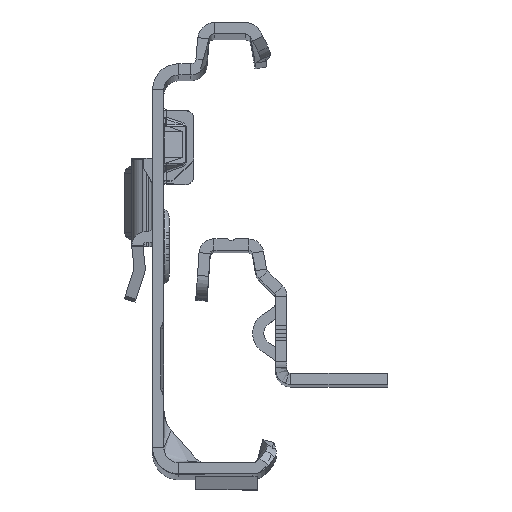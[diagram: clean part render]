
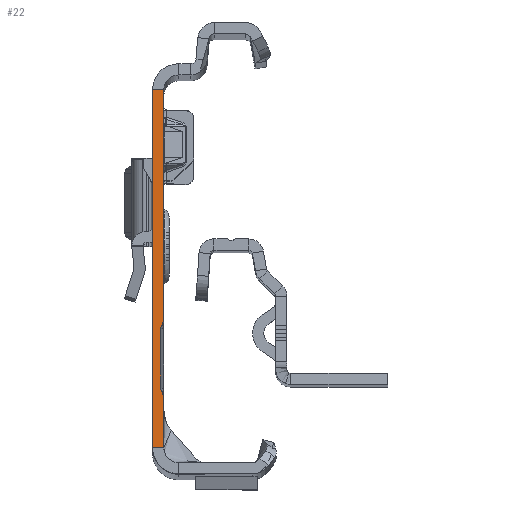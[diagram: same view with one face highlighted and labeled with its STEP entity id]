
A CAD part, top view. The second image highlights one B-rep face of the part: STEP entity #22.
In plain terms, the highlighted planar face has unit normal (0, 0, 1).
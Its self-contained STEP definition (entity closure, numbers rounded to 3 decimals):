
#22 = ADVANCED_FACE ( 'NONE', ( #12679 ), #6202, .T. ) ;
#64 = AXIS2_PLACEMENT_3D ( 'NONE', #24636, #5807, #22307 ) ;
#598 = LINE ( 'NONE', #884, #12201 ) ;
#884 = CARTESIAN_POINT ( 'NONE',  ( -1.5, 24.135, 0. ) ) ;
#1434 = VERTEX_POINT ( 'NONE', #18177 ) ;
#1557 = CIRCLE ( 'NONE', #22632, 1. ) ;
#1638 = CARTESIAN_POINT ( 'NONE',  ( -0.4, -9.865, 0. ) ) ;
#2215 = DIRECTION ( 'NONE',  ( 0., -1., 0. ) ) ;
#2278 = CARTESIAN_POINT ( 'NONE',  ( -0.234, -18.442, 0. ) ) ;
#3359 = CARTESIAN_POINT ( 'NONE',  ( 0., 22.135, 0. ) ) ;
#3440 = VERTEX_POINT ( 'NONE', #7409 ) ;
#3871 = ORIENTED_EDGE ( 'NONE', *, *, #20228, .T. ) ;
#4404 = ORIENTED_EDGE ( 'NONE', *, *, #13783, .F. ) ;
#4973 = VERTEX_POINT ( 'NONE', #11106 ) ;
#5158 = EDGE_CURVE ( 'NONE', #21645, #21208, #16822, .T. ) ;
#5175 = DIRECTION ( 'NONE',  ( -0.423, -0.906, 0. ) ) ;
#5598 = VERTEX_POINT ( 'NONE', #6623 ) ;
#5807 = DIRECTION ( 'NONE',  ( 0., 0., -1. ) ) ;
#6202 = PLANE ( 'NONE',  #6624 ) ;
#6248 = DIRECTION ( 'NONE',  ( 0., 0., -1. ) ) ;
#6623 = CARTESIAN_POINT ( 'NONE',  ( 0., -25.865, 0. ) ) ;
#6624 = AXIS2_PLACEMENT_3D ( 'NONE', #10619, #21049, #2215 ) ;
#6829 = DIRECTION ( 'NONE',  ( 0.423, -0.906, 0. ) ) ;
#7067 = DIRECTION ( 'NONE',  ( 0., -1., 0. ) ) ;
#7409 = CARTESIAN_POINT ( 'NONE',  ( -0.306, -9.443, 0. ) ) ;
#7515 = CARTESIAN_POINT ( 'NONE',  ( 0., -19.499, 0. ) ) ;
#7806 = LINE ( 'NONE', #18523, #25448 ) ;
#7839 = DIRECTION ( 'NONE',  ( 0., -1., 0. ) ) ;
#7919 = EDGE_CURVE ( 'NONE', #15320, #25359, #1557, .T. ) ;
#8152 = ORIENTED_EDGE ( 'NONE', *, *, #15527, .F. ) ;
#8437 = AXIS2_PLACEMENT_3D ( 'NONE', #23905, #9350, #26085 ) ;
#8610 = CARTESIAN_POINT ( 'NONE',  ( -0.234, -9.288, 0. ) ) ;
#8839 = VECTOR ( 'NONE', #16403, 1000. ) ;
#9350 = DIRECTION ( 'NONE',  ( 0., 0., 1. ) ) ;
#9765 = CIRCLE ( 'NONE', #8437, 1. ) ;
#10047 = ORIENTED_EDGE ( 'NONE', *, *, #10405, .F. ) ;
#10240 = AXIS2_PLACEMENT_3D ( 'NONE', #22880, #6248, #10396 ) ;
#10396 = DIRECTION ( 'NONE',  ( -1., 0., 0. ) ) ;
#10405 = EDGE_CURVE ( 'NONE', #12877, #15320, #16785, .T. ) ;
#10619 = CARTESIAN_POINT ( 'NONE',  ( -1.5, 24.135, 0. ) ) ;
#10709 = EDGE_CURVE ( 'NONE', #5598, #23248, #7806, .T. ) ;
#11106 = CARTESIAN_POINT ( 'NONE',  ( -0.234, -18.442, 0. ) ) ;
#11151 = VECTOR ( 'NONE', #6829, 1000. ) ;
#12201 = VECTOR ( 'NONE', #7067, 1000. ) ;
#12625 = DIRECTION ( 'NONE',  ( 1., 0., 0. ) ) ;
#12679 = FACE_OUTER_BOUND ( 'NONE', #12742, .T. ) ;
#12742 = EDGE_LOOP ( 'NONE', ( #26546, #25652, #24795, #3871, #18706, #21267, #8152, #4404, #13792, #10047, #20726, #20917 ) ) ;
#12877 = VERTEX_POINT ( 'NONE', #18295 ) ;
#13066 = CARTESIAN_POINT ( 'NONE',  ( -0.234, -9.288, 0. ) ) ;
#13655 = EDGE_CURVE ( 'NONE', #19987, #1434, #27011, .T. ) ;
#13783 = EDGE_CURVE ( 'NONE', #25359, #4973, #15245, .T. ) ;
#13792 = ORIENTED_EDGE ( 'NONE', *, *, #7919, .F. ) ;
#14268 = DIRECTION ( 'NONE',  ( -1., 0., 0. ) ) ;
#14619 = CARTESIAN_POINT ( 'NONE',  ( 0., -8.231, 0. ) ) ;
#15245 = LINE ( 'NONE', #2278, #11151 ) ;
#15320 = VERTEX_POINT ( 'NONE', #25206 ) ;
#15395 = VECTOR ( 'NONE', #7839, 1000. ) ;
#15439 = VECTOR ( 'NONE', #5175, 1000. ) ;
#15527 = EDGE_CURVE ( 'NONE', #4973, #16722, #16343, .T. ) ;
#15566 = VECTOR ( 'NONE', #22365, 1000. ) ;
#15771 = EDGE_CURVE ( 'NONE', #3440, #12877, #9765, .T. ) ;
#16273 = LINE ( 'NONE', #22692, #8839 ) ;
#16343 = CIRCLE ( 'NONE', #64, 2.5 ) ;
#16403 = DIRECTION ( 'NONE',  ( 0., -1., 0. ) ) ;
#16722 = VERTEX_POINT ( 'NONE', #7515 ) ;
#16785 = LINE ( 'NONE', #1638, #15395 ) ;
#16822 = CIRCLE ( 'NONE', #10240, 2.5 ) ;
#17075 = EDGE_CURVE ( 'NONE', #19987, #21645, #23298, .T. ) ;
#18177 = CARTESIAN_POINT ( 'NONE',  ( -1.5, 22.135, 0. ) ) ;
#18295 = CARTESIAN_POINT ( 'NONE',  ( -0.4, -9.865, 0. ) ) ;
#18523 = CARTESIAN_POINT ( 'NONE',  ( 0., -25.865, 0. ) ) ;
#18706 = ORIENTED_EDGE ( 'NONE', *, *, #10709, .F. ) ;
#18863 = EDGE_CURVE ( 'NONE', #16722, #5598, #16273, .T. ) ;
#19253 = CARTESIAN_POINT ( 'NONE',  ( -1.5, -25.865, 0. ) ) ;
#19987 = VERTEX_POINT ( 'NONE', #3359 ) ;
#20198 = CARTESIAN_POINT ( 'NONE',  ( -0.306, -18.288, 0. ) ) ;
#20228 = EDGE_CURVE ( 'NONE', #1434, #23248, #598, .T. ) ;
#20726 = ORIENTED_EDGE ( 'NONE', *, *, #15771, .F. ) ;
#20863 = CARTESIAN_POINT ( 'NONE',  ( 0.6, -17.865, 0. ) ) ;
#20917 = ORIENTED_EDGE ( 'NONE', *, *, #22110, .F. ) ;
#21049 = DIRECTION ( 'NONE',  ( 0., 0., 1. ) ) ;
#21208 = VERTEX_POINT ( 'NONE', #8610 ) ;
#21222 = CARTESIAN_POINT ( 'NONE',  ( 0., 24.135, 0. ) ) ;
#21267 = ORIENTED_EDGE ( 'NONE', *, *, #18863, .F. ) ;
#21645 = VERTEX_POINT ( 'NONE', #14619 ) ;
#22023 = VECTOR ( 'NONE', #23839, 1000. ) ;
#22110 = EDGE_CURVE ( 'NONE', #21208, #3440, #23642, .T. ) ;
#22307 = DIRECTION ( 'NONE',  ( 1., 0., 0. ) ) ;
#22365 = DIRECTION ( 'NONE',  ( -1., 0., 0. ) ) ;
#22632 = AXIS2_PLACEMENT_3D ( 'NONE', #20863, #27027, #12625 ) ;
#22692 = CARTESIAN_POINT ( 'NONE',  ( 0., 24.135, 0. ) ) ;
#22880 = CARTESIAN_POINT ( 'NONE',  ( -2.5, -8.231, 0. ) ) ;
#23248 = VERTEX_POINT ( 'NONE', #19253 ) ;
#23298 = LINE ( 'NONE', #21222, #22023 ) ;
#23642 = LINE ( 'NONE', #13066, #15439 ) ;
#23839 = DIRECTION ( 'NONE',  ( 0., -1., 0. ) ) ;
#23905 = CARTESIAN_POINT ( 'NONE',  ( 0.6, -9.865, 0. ) ) ;
#24636 = CARTESIAN_POINT ( 'NONE',  ( -2.5, -19.499, 0. ) ) ;
#24795 = ORIENTED_EDGE ( 'NONE', *, *, #13655, .T. ) ;
#25206 = CARTESIAN_POINT ( 'NONE',  ( -0.4, -17.865, 0. ) ) ;
#25359 = VERTEX_POINT ( 'NONE', #20198 ) ;
#25448 = VECTOR ( 'NONE', #14268, 1000. ) ;
#25652 = ORIENTED_EDGE ( 'NONE', *, *, #17075, .F. ) ;
#26085 = DIRECTION ( 'NONE',  ( -1., 0., 0. ) ) ;
#26546 = ORIENTED_EDGE ( 'NONE', *, *, #5158, .F. ) ;
#26612 = CARTESIAN_POINT ( 'NONE',  ( 0., 22.135, 0. ) ) ;
#27011 = LINE ( 'NONE', #26612, #15566 ) ;
#27027 = DIRECTION ( 'NONE',  ( 0., 0., 1. ) ) ;
